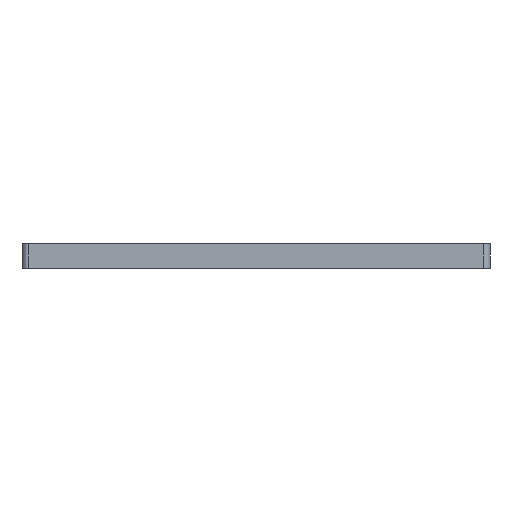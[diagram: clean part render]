
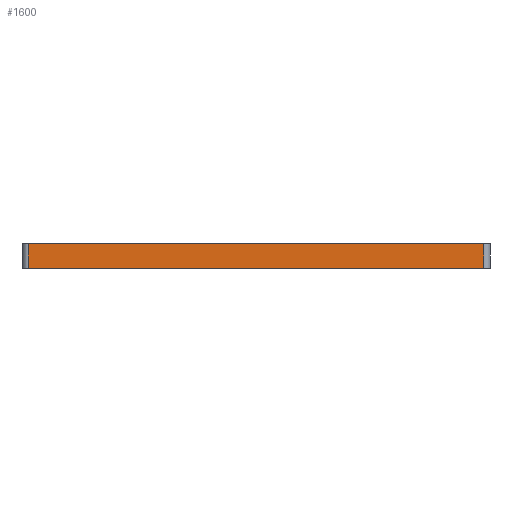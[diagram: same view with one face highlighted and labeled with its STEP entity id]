
A CAD part, left-side view. The second image highlights one B-rep face of the part: STEP entity #1600.
In plain terms, the highlighted planar face has unit normal (-1, 0, 0).
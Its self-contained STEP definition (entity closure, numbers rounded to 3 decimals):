
#50=PLANE('',#1760);
#108=FACE_OUTER_BOUND('',#190,.T.);
#190=EDGE_LOOP('',(#1193,#1194,#1195,#1196));
#318=LINE('',#2626,#446);
#319=LINE('',#2629,#447);
#320=LINE('',#2631,#448);
#321=LINE('',#2632,#449);
#446=VECTOR('',#2128,10.);
#447=VECTOR('',#2131,10.);
#448=VECTOR('',#2132,10.);
#449=VECTOR('',#2133,10.);
#707=VERTEX_POINT('',#2622);
#708=VERTEX_POINT('',#2624);
#709=VERTEX_POINT('',#2628);
#710=VERTEX_POINT('',#2630);
#910=EDGE_CURVE('',#707,#708,#318,.T.);
#911=EDGE_CURVE('',#709,#707,#319,.T.);
#912=EDGE_CURVE('',#710,#708,#320,.T.);
#913=EDGE_CURVE('',#709,#710,#321,.T.);
#1193=ORIENTED_EDGE('',*,*,#911,.T.);
#1194=ORIENTED_EDGE('',*,*,#910,.T.);
#1195=ORIENTED_EDGE('',*,*,#912,.F.);
#1196=ORIENTED_EDGE('',*,*,#913,.F.);
#1600=ADVANCED_FACE('',(#108),#50,.T.);
#1760=AXIS2_PLACEMENT_3D('',#2627,#2129,#2130);
#2128=DIRECTION('',(0.,0.,1.));
#2129=DIRECTION('center_axis',(-1.,0.,
0.));
#2130=DIRECTION('ref_axis',(0.,-1.,0.));
#2131=DIRECTION('',(0.,-1.,0.));
#2132=DIRECTION('',(0.,-1.,0.));
#2133=DIRECTION('',(0.,0.,1.));
#2622=CARTESIAN_POINT('',(0.,2.,0.));
#2624=CARTESIAN_POINT('',(0.,2.,7.5));
#2626=CARTESIAN_POINT('',(0.,2.,0.));
#2627=CARTESIAN_POINT('Origin',(0.,143.225,0.));
#2628=CARTESIAN_POINT('',(0.,143.225,0.));
#2629=CARTESIAN_POINT('',(0.,143.225,0.));
#2630=CARTESIAN_POINT('',(0.,143.225,7.5));
#2631=CARTESIAN_POINT('',(0.,143.225,7.5));
#2632=CARTESIAN_POINT('',(0.,143.225,0.));
